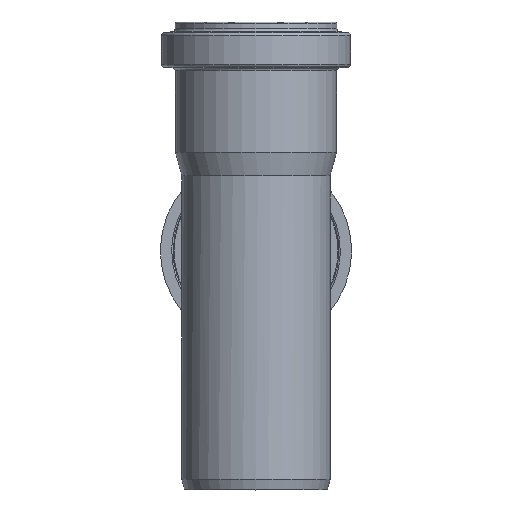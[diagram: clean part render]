
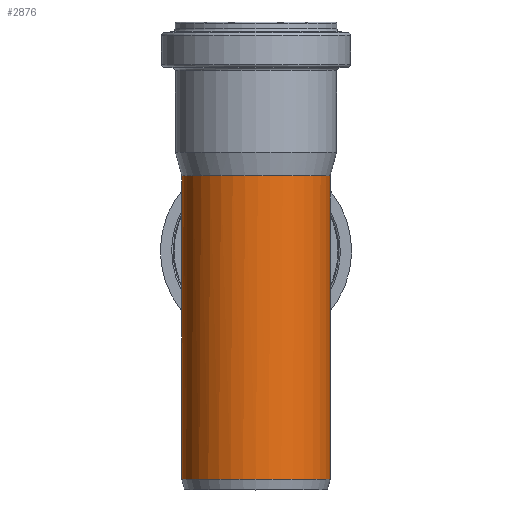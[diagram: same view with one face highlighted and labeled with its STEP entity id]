
A CAD part, top view. The second image highlights one B-rep face of the part: STEP entity #2876.
In plain terms, the highlighted cylindrical face has radius 25.05 mm (diameter 50.1 mm), a full revolution.
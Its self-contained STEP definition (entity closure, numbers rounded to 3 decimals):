
#496=B_SPLINE_CURVE_WITH_KNOTS('',3,(#4694,#4695,#4696,#4697,#4698,#4699,
#4700,#4701,#4702,#4703,#4704,#4705,#4706,#4707,#4708,#4709,#4710,#4711,
#4712,#4713,#4714,#4715,#4716,#4717,#4718,#4719,#4720,#4721,#4722,#4723,
#4724,#4725,#4726,#4727,#4728),.UNSPECIFIED.,.F.,.F.,(4,1,1,1,1,1,1,1,1,
1,1,1,1,1,1,1,1,1,1,1,1,1,1,1,1,1,1,1,1,1,1,1,4),(-33.581,-33.522,
-32.591,-31.659,-30.728,-30.263,
-29.797,-29.564,-29.448,-29.332,
-29.273,-29.215,-29.099,-28.866,
-28.4,-27.935,-27.004,-26.072,
-25.141,-24.792,-24.443,-23.745,
-23.046,-22.348,-20.951,-20.253,
-19.904,-19.816,-19.773,-19.751,
-19.729,-19.642,-19.555),.UNSPECIFIED.);
#498=B_SPLINE_CURVE_WITH_KNOTS('',3,(#4777,#4778,#4779,#4780,#4781,#4782,
#4783,#4784,#4785,#4786,#4787,#4788,#4789,#4790,#4791,#4792),
 .UNSPECIFIED.,.F.,.F.,(4,3,1,1,1,1,1,1,1,1,1,4),(-19.555,-19.554,
-19.38,-19.336,-19.292,-19.205,
-19.031,-18.856,-18.158,-16.761,
-15.83,-15.303),.UNSPECIFIED.);
#520=CYLINDRICAL_SURFACE('',#3075,25.05);
#674=FACE_BOUND('',#930,.T.);
#733=FACE_OUTER_BOUND('',#929,.T.);
#929=EDGE_LOOP('',(#2045,#2046,#2047));
#930=EDGE_LOOP('',(#2048));
#1145=CIRCLE('',#3057,25.05);
#1153=CIRCLE('',#3071,25.05);
#1307=VERTEX_POINT('',#4654);
#1308=VERTEX_POINT('',#4655);
#1309=VERTEX_POINT('',#4693);
#1318=VERTEX_POINT('',#4815);
#1601=EDGE_CURVE('',#1307,#1309,#496,.T.);
#1604=EDGE_CURVE('',#1309,#1308,#498,.T.);
#1605=EDGE_CURVE('',#1307,#1308,#1145,.T.);
#1613=EDGE_CURVE('',#1318,#1318,#1153,.T.);
#2045=ORIENTED_EDGE('',*,*,#1601,.F.);
#2046=ORIENTED_EDGE('',*,*,#1605,.T.);
#2047=ORIENTED_EDGE('',*,*,#1604,.F.);
#2048=ORIENTED_EDGE('',*,*,#1613,.F.);
#2876=ADVANCED_FACE('',(#733,#674),#520,.T.);
#3057=AXIS2_PLACEMENT_3D('',#4794,#3421,#3422);
#3071=AXIS2_PLACEMENT_3D('',#4816,#3449,#3450);
#3075=AXIS2_PLACEMENT_3D('',#4821,#3457,#3458);
#3421=DIRECTION('center_axis',(0.,-1.,0.));
#3422=DIRECTION('ref_axis',(1.,0.,0.));
#3449=DIRECTION('center_axis',(0.,-1.,0.));
#3450=DIRECTION('ref_axis',(1.,0.,0.));
#3457=DIRECTION('center_axis',(0.,-1.,0.));
#3458=DIRECTION('ref_axis',(1.,0.,0.));
#4654=CARTESIAN_POINT('',(6.005,0.505,-24.32));
#4655=CARTESIAN_POINT('',(-6.002,0.507,-24.318));
#4693=CARTESIAN_POINT('',(-25.002,-24.73,-1.551));
#4694=CARTESIAN_POINT('Ctrl Pts',(6.002,0.5,-24.321));
#4695=CARTESIAN_POINT('Ctrl Pts',(6.181,0.454,-24.277));
#4696=CARTESIAN_POINT('Ctrl Pts',(9.151,-0.345,-23.51));
#4697=CARTESIAN_POINT('Ctrl Pts',(14.341,-2.927,-21.031));
#4698=CARTESIAN_POINT('Ctrl Pts',(19.744,-8.239,-15.94));
#4699=CARTESIAN_POINT('Ctrl Pts',(22.652,-13.322,-11.076));
#4700=CARTESIAN_POINT('Ctrl Pts',(24.116,-17.603,-7.022));
#4701=CARTESIAN_POINT('Ctrl Pts',(24.687,-20.349,-4.462));
#4702=CARTESIAN_POINT('Ctrl Pts',(24.909,-22.362,-2.725));
#4703=CARTESIAN_POINT('Ctrl Pts',(24.985,-23.599,-1.841));
#4704=CARTESIAN_POINT('Ctrl Pts',(25.006,-24.524,-1.48));
#4705=CARTESIAN_POINT('Ctrl Pts',(24.998,-25.305,-1.621));
#4706=CARTESIAN_POINT('Ctrl Pts',(24.976,-26.,-1.945));
#4707=CARTESIAN_POINT('Ctrl Pts',(24.91,-27.096,-2.718));
#4708=CARTESIAN_POINT('Ctrl Pts',(24.687,-29.108,-4.461));
#4709=CARTESIAN_POINT('Ctrl Pts',(24.12,-31.844,-7.009));
#4710=CARTESIAN_POINT('Ctrl Pts',(22.651,-36.142,-11.081));
#4711=CARTESIAN_POINT('Ctrl Pts',(19.753,-41.205,-15.925));
#4712=CARTESIAN_POINT('Ctrl Pts',(14.349,-46.529,-21.028));
#4713=CARTESIAN_POINT('Ctrl Pts',(8.385,-49.497,-23.877));
#4714=CARTESIAN_POINT('Ctrl Pts',(3.35,-50.561,-24.899));
#4715=CARTESIAN_POINT('Ctrl Pts',(-1.111,-50.879,-25.204));
#4716=CARTESIAN_POINT('Ctrl Pts',(-6.684,-50.081,-24.438));
#4717=CARTESIAN_POINT('Ctrl Pts',(-12.501,-47.527,-21.986));
#4718=CARTESIAN_POINT('Ctrl Pts',(-18.7,-42.724,-17.381));
#4719=CARTESIAN_POINT('Ctrl Pts',(-22.612,-36.693,-11.601));
#4720=CARTESIAN_POINT('Ctrl Pts',(-24.347,-31.045,-6.251));
#4721=CARTESIAN_POINT('Ctrl Pts',(-24.78,-28.327,-3.766));
#4722=CARTESIAN_POINT('Ctrl Pts',(-24.898,-27.12,-2.768));
#4723=CARTESIAN_POINT('Ctrl Pts',(-24.929,-26.723,-2.465));
#4724=CARTESIAN_POINT('Ctrl Pts',(-24.945,-26.492,-2.297));
#4725=CARTESIAN_POINT('Ctrl Pts',(-24.966,-26.138,-2.054));
#4726=CARTESIAN_POINT('Ctrl Pts',(-24.992,-25.603,-1.71));
#4727=CARTESIAN_POINT('Ctrl Pts',(-25.002,-25.015,-1.553));
#4728=CARTESIAN_POINT('Ctrl Pts',(-25.002,-24.73,-1.551));
#4777=CARTESIAN_POINT('Ctrl Pts',(-25.002,-24.73,-1.551));
#4778=CARTESIAN_POINT('Ctrl Pts',(-25.002,-24.729,-1.551));
#4779=CARTESIAN_POINT('Ctrl Pts',(-25.002,-24.728,-1.551));
#4780=CARTESIAN_POINT('Ctrl Pts',(-25.002,-24.728,-1.551));
#4781=CARTESIAN_POINT('Ctrl Pts',(-25.002,-24.156,-1.548));
#4782=CARTESIAN_POINT('Ctrl Pts',(-24.979,-23.483,-1.931));
#4783=CARTESIAN_POINT('Ctrl Pts',(-24.933,-22.785,-2.427));
#4784=CARTESIAN_POINT('Ctrl Pts',(-24.897,-22.326,-2.778));
#4785=CARTESIAN_POINT('Ctrl Pts',(-24.821,-21.56,-3.41));
#4786=CARTESIAN_POINT('Ctrl Pts',(-24.683,-20.522,-4.326));
#4787=CARTESIAN_POINT('Ctrl Pts',(-24.223,-18.002,-6.634));
#4788=CARTESIAN_POINT('Ctrl Pts',(-22.618,-12.778,-11.588));
#4789=CARTESIAN_POINT('Ctrl Pts',(-18.384,-6.237,-17.847));
#4790=CARTESIAN_POINT('Ctrl Pts',(-11.794,-1.457,-22.433));
#4791=CARTESIAN_POINT('Ctrl Pts',(-7.589,0.097,
-23.924));
#4792=CARTESIAN_POINT('Ctrl Pts',(-6.003,0.507,-24.317));
#4794=CARTESIAN_POINT('Origin',(0.,0.509,
0.));
#4815=CARTESIAN_POINT('',(25.05,-102.03,0.));
#4816=CARTESIAN_POINT('Origin',(0.,-102.03,
0.));
#4821=CARTESIAN_POINT('Origin',(0.,0.255,
0.));
